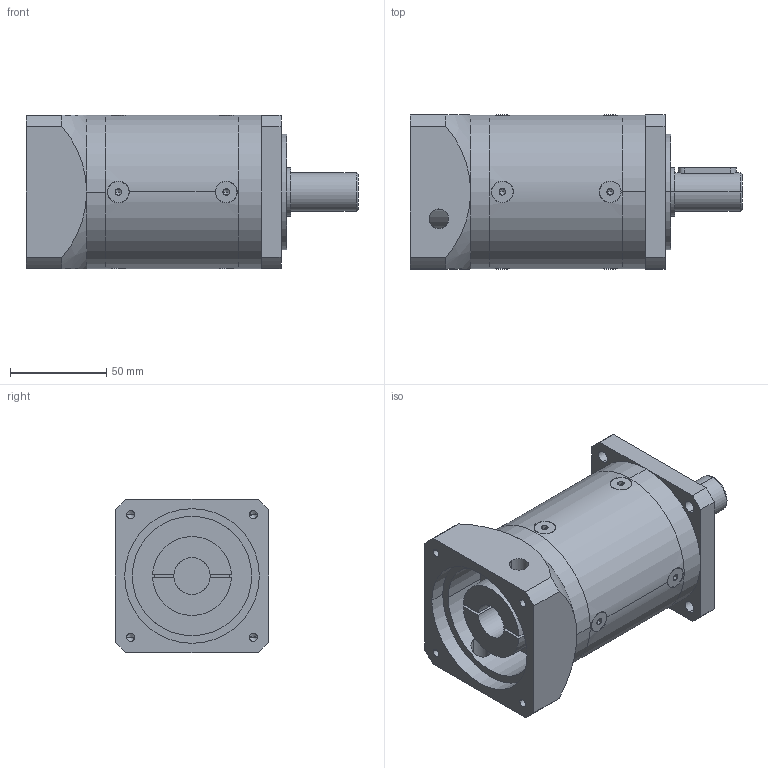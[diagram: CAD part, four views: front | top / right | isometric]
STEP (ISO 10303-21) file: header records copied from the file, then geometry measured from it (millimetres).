
FILE_DESCRIPTION (( 'STEP AP203' ), '1' );
FILE_NAME ('GPF080-L2-(19-70-90-M5).STEP', '2022-07-01T02:39:40', ( '微软用户' ), ( '微软中国' ), 'SwSTEP 2.0', 'SolidWorks 2018', '' );
FILE_SCHEMA (( 'CONFIG_CONTROL_DESIGN' ));
Length unit declared in the file: millimetre
Products named in the file (6): GPF080-菁釱; 瑩; GB__T70__3-2000______________M5__6^LRF80-L2 M5(2)_GPF080-L2-(19-70-90-M5); GPF080-L2-(19-70-90-M5); GPF080楊擘; GPF080-齿圈
Assembly tree (12 placements, depth 2):
  GPF080-L2-(19-70-90-M5)
    GPF080楊擘
    GPF080-齿圈
    GPF080-菁釱
    瑩
    GB__T70__3-2000______________M5__6^LRF80-L2 M5(2)_GPF080-L2-(19-70-90-M5)  x8
Bounding box: 172.5 x 80 x 80 mm (x, y, z)
Volume: 421612.3 mm3; surface area: 102284.2 mm2
Topology: 12 solids, 12 shells, 378 faces, 870 edges, 505 vertices
Faces by surface type: cone 132, cylinder 114, plane 110, torus 18, sphere 4
Entity records: 9464 total; most frequent: CARTESIAN_POINT 4105, DIRECTION 989, ORIENTED_EDGE 918, EDGE_CURVE 459, AXIS2_PLACEMENT_3D 395, VERTEX_POINT 288, EDGE_LOOP 227, LINE 199
